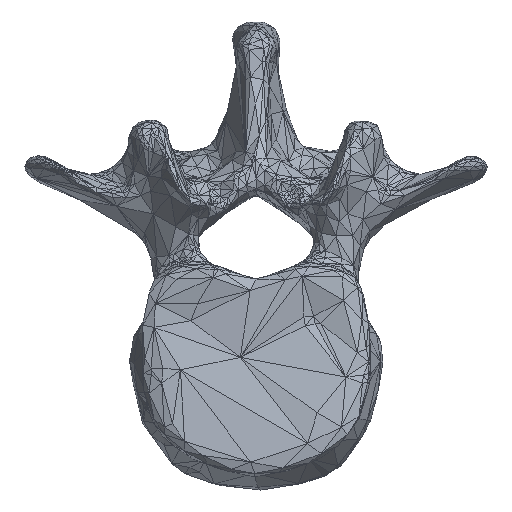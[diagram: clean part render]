
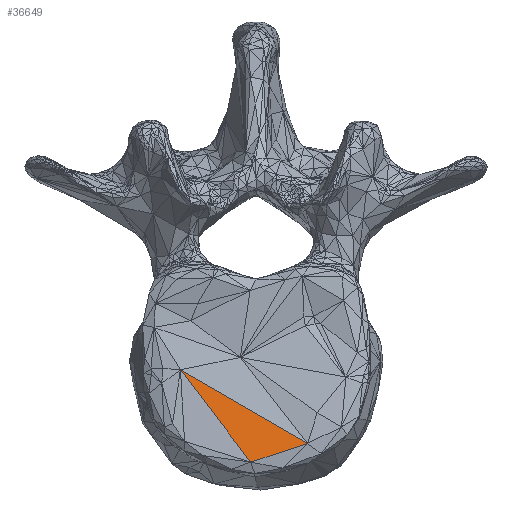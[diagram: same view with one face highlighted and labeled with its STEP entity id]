
A CAD part, top view. The second image highlights one B-rep face of the part: STEP entity #36649.
In plain terms, the highlighted planar face has unit normal (-0.001, 0.178, 0.984).
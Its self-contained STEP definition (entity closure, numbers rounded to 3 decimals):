
#1295=FACE_OUTER_BOUND('',#4509,.T.);
#4509=EDGE_LOOP('',(#26353,#26354,#26355));
#7607=LINE('',#55396,#12428);
#8439=LINE('',#57057,#13260);
#8444=LINE('',#57067,#13265);
#12428=VECTOR('',#44459,25.336);
#13260=VECTOR('',#46363,20.141);
#13265=VECTOR('',#46376,10.277);
#16511=VERTEX_POINT('',#55392);
#16512=VERTEX_POINT('',#55394);
#16802=VERTEX_POINT('',#57035);
#18856=EDGE_CURVE('',#16511,#16512,#7607,.T.);
#19688=EDGE_CURVE('',#16512,#16802,#8439,.T.);
#19693=EDGE_CURVE('',#16511,#16802,#8444,.T.);
#26353=ORIENTED_EDGE('',*,*,#18856,.T.);
#26354=ORIENTED_EDGE('',*,*,#19688,.T.);
#26355=ORIENTED_EDGE('',*,*,#19693,.F.);
#33435=PLANE('',#39877);
#36649=ADVANCED_FACE('',(#1295),#33435,.F.);
#39877=AXIS2_PLACEMENT_3D('',#57066,#46374,#46375);
#44459=DIRECTION('',(-0.862,0.499,-0.092));
#46363=DIRECTION('',(0.6,-0.787,0.143));
#46374=DIRECTION('center_axis',(0.001,-0.179,
-0.984));
#46375=DIRECTION('ref_axis',(-1.,0.,-0.001));
#46376=DIRECTION('',(-0.949,-0.312,0.055));
#55392=CARTESIAN_POINT('',(8.209,-106.776,1039.19));
#55394=CARTESIAN_POINT('',(-13.619,-94.124,1036.87));
#55396=CARTESIAN_POINT('',(8.209,-106.776,1039.19));
#57035=CARTESIAN_POINT('',(-1.539,-109.979,1039.76));
#57057=CARTESIAN_POINT('',(-13.619,-94.124,1036.87));
#57066=CARTESIAN_POINT('Origin',(-1.115,179.114,987.314));
#57067=CARTESIAN_POINT('',(8.209,-106.776,1039.19));
